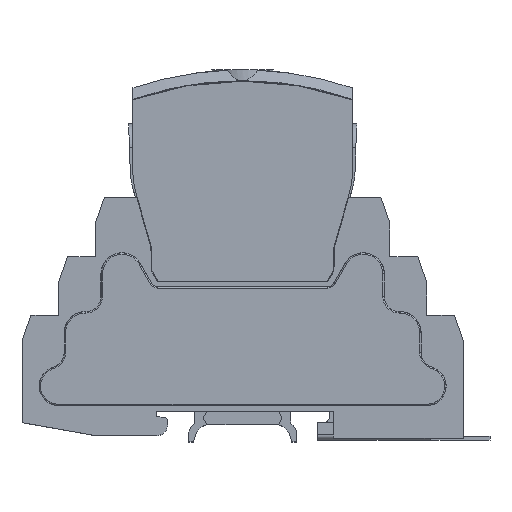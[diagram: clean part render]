
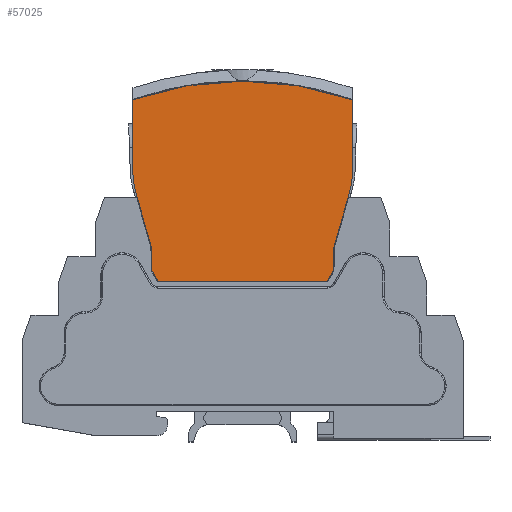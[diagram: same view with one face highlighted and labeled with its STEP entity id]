
A CAD part, top view. The second image highlights one B-rep face of the part: STEP entity #57025.
In plain terms, the highlighted face is planar.
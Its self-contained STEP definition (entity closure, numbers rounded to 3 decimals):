
#453 = DIRECTION ( 'NONE',  ( 0.5, -0.866, 0. ) ) ;
#1380 = DIRECTION ( 'NONE',  ( 0., 0., 1. ) ) ;
#2540 = AXIS2_PLACEMENT_3D ( 'NONE', #13010, #46354, #11964 ) ;
#2628 = EDGE_CURVE ( 'NONE', #10681, #60777, #38428, .T. ) ;
#3458 = ORIENTED_EDGE ( 'NONE', *, *, #53235, .F. ) ;
#3953 = LINE ( 'NONE', #51983, #26573 ) ;
#4499 = VERTEX_POINT ( 'NONE', #50069 ) ;
#6191 = CARTESIAN_POINT ( 'NONE',  ( -18.5, 2.252, 0. ) ) ;
#7829 = CARTESIAN_POINT ( 'NONE',  ( 21.788, 18.145, 0. ) ) ;
#10367 = CARTESIAN_POINT ( 'NONE',  ( -18.582, 6.965, 0. ) ) ;
#10681 = VERTEX_POINT ( 'NONE', #53559 ) ;
#10767 = EDGE_CURVE ( 'NONE', #15686, #10681, #39531, .T. ) ;
#11964 = DIRECTION ( 'NONE',  ( -1., 0., 0. ) ) ;
#12335 = VERTEX_POINT ( 'NONE', #60189 ) ;
#13010 = CARTESIAN_POINT ( 'NONE',  ( -6.6, 22.5, 0. ) ) ;
#13253 = AXIS2_PLACEMENT_3D ( 'NONE', #21365, #44675, #66174 ) ;
#13261 = EDGE_CURVE ( 'NONE', #12335, #64398, #33182, .T. ) ;
#13442 = EDGE_CURVE ( 'NONE', #70135, #33378, #28603, .T. ) ;
#14499 = CARTESIAN_POINT ( 'NONE',  ( -17.2, 0., 0. ) ) ;
#14670 = CARTESIAN_POINT ( 'NONE',  ( 18.582, 6.965, 0. ) ) ;
#15394 = DIRECTION ( 'NONE',  ( 0., 1., 0. ) ) ;
#15686 = VERTEX_POINT ( 'NONE', #10367 ) ;
#17477 = CARTESIAN_POINT ( 'NONE',  ( 0., -26.8, 0. ) ) ;
#18620 = VERTEX_POINT ( 'NONE', #39282 ) ;
#19031 = EDGE_CURVE ( 'NONE', #4499, #28713, #33408, .T. ) ;
#21231 = VECTOR ( 'NONE', #41524, 1000. ) ;
#21365 = CARTESIAN_POINT ( 'NONE',  ( 6.6, 22.5, 0. ) ) ;
#21367 = EDGE_CURVE ( 'NONE', #64398, #4499, #56613, .T. ) ;
#22943 = VERTEX_POINT ( 'NONE', #54019 ) ;
#23278 = CARTESIAN_POINT ( 'NONE',  ( -22.4, 37.087, 0. ) ) ;
#23429 = CARTESIAN_POINT ( 'NONE',  ( 22.4, 22.5, 0. ) ) ;
#25419 = DIRECTION ( 'NONE',  ( 0.5, 0.866, 0. ) ) ;
#26347 = VERTEX_POINT ( 'NONE', #14670 ) ;
#26573 = VECTOR ( 'NONE', #25419, 1000. ) ;
#26659 = LINE ( 'NONE', #14499, #53970 ) ;
#26796 = ORIENTED_EDGE ( 'NONE', *, *, #21367, .F. ) ;
#28603 = CIRCLE ( 'NONE', #67539, 15.8 ) ;
#28713 = VERTEX_POINT ( 'NONE', #49736 ) ;
#29302 = ORIENTED_EDGE ( 'NONE', *, *, #54056, .F. ) ;
#32233 = CARTESIAN_POINT ( 'NONE',  ( 22.4, 37.087, 0. ) ) ;
#32701 = DIRECTION ( 'NONE',  ( 0., 0., 1. ) ) ;
#33182 = CIRCLE ( 'NONE', #54949, 67.7 ) ;
#33378 = VERTEX_POINT ( 'NONE', #23429 ) ;
#33408 = CIRCLE ( 'NONE', #2540, 15.8 ) ;
#33443 = CARTESIAN_POINT ( 'NONE',  ( -18.582, 6.965, 0. ) ) ;
#34515 = DIRECTION ( 'NONE',  ( 0.017, -1., 0. ) ) ;
#35458 = LINE ( 'NONE', #57305, #21231 ) ;
#36072 = EDGE_CURVE ( 'NONE', #22943, #26347, #35458, .T. ) ;
#36119 = FACE_OUTER_BOUND ( 'NONE', #41919, .T. ) ;
#37698 = ORIENTED_EDGE ( 'NONE', *, *, #54221, .F. ) ;
#38388 = ORIENTED_EDGE ( 'NONE', *, *, #13442, .F. ) ;
#38428 = LINE ( 'NONE', #6191, #45513 ) ;
#38570 = ORIENTED_EDGE ( 'NONE', *, *, #36072, .F. ) ;
#39282 = CARTESIAN_POINT ( 'NONE',  ( 17.2, 0., 0. ) ) ;
#39531 = LINE ( 'NONE', #33443, #55817 ) ;
#39607 = CARTESIAN_POINT ( 'NONE',  ( -22.4, 37.087, 0. ) ) ;
#40851 = DIRECTION ( 'NONE',  ( 0., -1., 0. ) ) ;
#41466 = ORIENTED_EDGE ( 'NONE', *, *, #10767, .F. ) ;
#41524 = DIRECTION ( 'NONE',  ( 0.017, 1., 0. ) ) ;
#41919 = EDGE_LOOP ( 'NONE', ( #38388, #37698, #38570, #55905, #3458, #55485, #41466, #59762, #57003, #26796, #54337, #29302 ) ) ;
#42686 = CARTESIAN_POINT ( 'NONE',  ( 21.788, 18.145, 0. ) ) ;
#44032 = LINE ( 'NONE', #32233, #56295 ) ;
#44675 = DIRECTION ( 'NONE',  ( 0., 0., 1. ) ) ;
#45513 = VECTOR ( 'NONE', #453, 1000. ) ;
#45793 = DIRECTION ( 'NONE',  ( 1., 0., 0. ) ) ;
#45818 = DIRECTION ( 'NONE',  ( 0.276, 0.961, 0. ) ) ;
#46055 = EDGE_CURVE ( 'NONE', #28713, #15686, #48689, .T. ) ;
#46354 = DIRECTION ( 'NONE',  ( 0., 0., 1. ) ) ;
#48689 = LINE ( 'NONE', #70519, #57065 ) ;
#49736 = CARTESIAN_POINT ( 'NONE',  ( -21.788, 18.145, 0. ) ) ;
#50069 = CARTESIAN_POINT ( 'NONE',  ( -22.4, 22.5, 0. ) ) ;
#50518 = LINE ( 'NONE', #7829, #55196 ) ;
#51983 = CARTESIAN_POINT ( 'NONE',  ( 18.5, 2.252, 0. ) ) ;
#52042 = VECTOR ( 'NONE', #40851, 1000. ) ;
#53235 = EDGE_CURVE ( 'NONE', #60777, #18620, #26659, .T. ) ;
#53559 = CARTESIAN_POINT ( 'NONE',  ( -18.5, 2.252, 0. ) ) ;
#53970 = VECTOR ( 'NONE', #70382, 1000. ) ;
#54004 = EDGE_CURVE ( 'NONE', #18620, #22943, #3953, .T. ) ;
#54019 = CARTESIAN_POINT ( 'NONE',  ( 18.5, 2.252, 0. ) ) ;
#54056 = EDGE_CURVE ( 'NONE', #33378, #12335, #44032, .T. ) ;
#54221 = EDGE_CURVE ( 'NONE', #26347, #70135, #50518, .T. ) ;
#54337 = ORIENTED_EDGE ( 'NONE', *, *, #13261, .F. ) ;
#54949 = AXIS2_PLACEMENT_3D ( 'NONE', #17477, #1380, #45793 ) ;
#55196 = VECTOR ( 'NONE', #45818, 1000. ) ;
#55485 = ORIENTED_EDGE ( 'NONE', *, *, #2628, .F. ) ;
#55817 = VECTOR ( 'NONE', #34515, 1000. ) ;
#55905 = ORIENTED_EDGE ( 'NONE', *, *, #54004, .F. ) ;
#56295 = VECTOR ( 'NONE', #15394, 1000. ) ;
#56613 = LINE ( 'NONE', #23278, #52042 ) ;
#57003 = ORIENTED_EDGE ( 'NONE', *, *, #19031, .F. ) ;
#57025 = ADVANCED_FACE ( 'NONE', ( #36119 ), #57974, .F. ) ;
#57065 = VECTOR ( 'NONE', #65162, 1000. ) ;
#57305 = CARTESIAN_POINT ( 'NONE',  ( 18.582, 6.965, 0. ) ) ;
#57912 = CARTESIAN_POINT ( 'NONE',  ( -17.2, 0., 0. ) ) ;
#57974 = PLANE ( 'NONE',  #13253 ) ;
#59762 = ORIENTED_EDGE ( 'NONE', *, *, #46055, .F. ) ;
#60189 = CARTESIAN_POINT ( 'NONE',  ( 22.4, 37.087, 0. ) ) ;
#60300 = CARTESIAN_POINT ( 'NONE',  ( 6.6, 22.5, 0. ) ) ;
#60777 = VERTEX_POINT ( 'NONE', #57912 ) ;
#64398 = VERTEX_POINT ( 'NONE', #39607 ) ;
#65162 = DIRECTION ( 'NONE',  ( 0.276, -0.961, 0. ) ) ;
#66174 = DIRECTION ( 'NONE',  ( 1., 0., 0. ) ) ;
#67539 = AXIS2_PLACEMENT_3D ( 'NONE', #60300, #32701, #70339 ) ;
#70135 = VERTEX_POINT ( 'NONE', #42686 ) ;
#70339 = DIRECTION ( 'NONE',  ( 1., 0., 0. ) ) ;
#70382 = DIRECTION ( 'NONE',  ( 1., 0., 0. ) ) ;
#70519 = CARTESIAN_POINT ( 'NONE',  ( -21.788, 18.145, 0. ) ) ;
